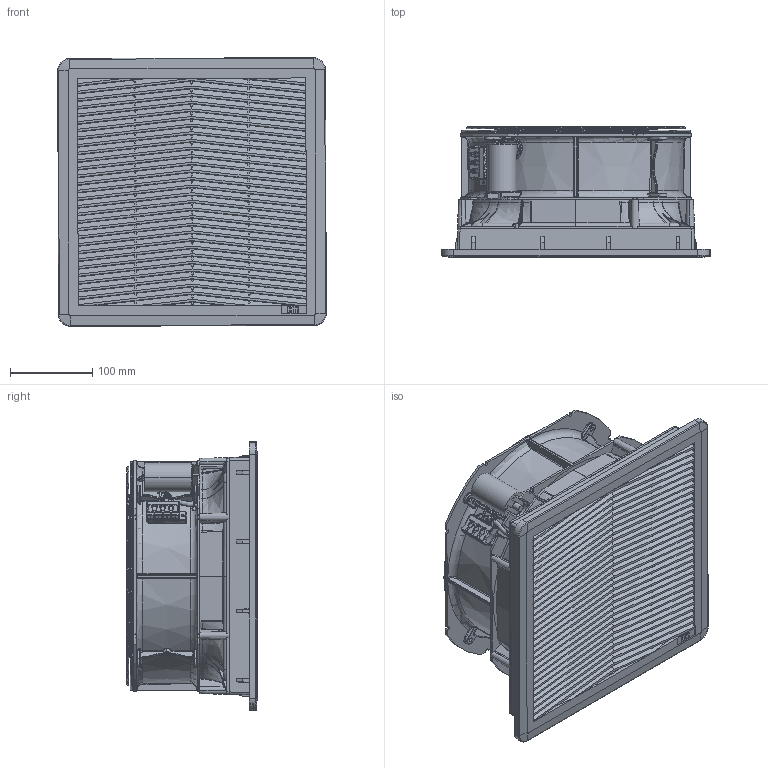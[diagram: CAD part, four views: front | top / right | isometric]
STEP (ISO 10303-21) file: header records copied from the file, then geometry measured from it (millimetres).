
FILE_DESCRIPTION((''),'2;1');
FILE_NAME('ASM0001_ASM','2024-08-26T08:08:57',('klemen.sitar'),('Audax d.o.o.'),'CREO PARAMETRIC BY PTC INC, 2021304','CREO PARAMETRIC BY PTC INC, 2021304','');
FILE_SCHEMA(('AP242_MANAGED_MODEL_BASED_3D_ENGINEERING_MIM_LF { 1 0 10303 442 1 1 4 }'));
Products named in the file (11): 001344017-3DFILE_ASM; ESTRUSIONE1; SWEEP12; SWEEP11; ESTRUSIONE2; RIVOLUZIONE1; PRT0017; PRT0018; PRT0019; PRT0006_1_1_1_1_1_1_2; ASM0001_ASM
Assembly tree (10 placements, depth 2):
  ASM0001_ASM
    001344017-3DFILE_ASM
    ESTRUSIONE1
    SWEEP12
    SWEEP11
    ESTRUSIONE2
    RIVOLUZIONE1
    PRT0017
    PRT0018
    PRT0019
    PRT0006_1_1_1_1_1_1_2
Bounding box: 325.81 x 158.15 x 325.87 mm (x, y, z)
Volume: 373048.1 mm3; surface area: 880831.7 mm2
Topology: 5 solids, 15 shells, 3157 faces, 10104 edges, 6819 vertices
Faces by surface type: plane 1403, cylinder 722, torus 474, bspline 426, sphere 78, cone 53, extrusion 1
Entity records: 240127 total; most frequent: CARTESIAN_POINT 100511, ORIENTED_EDGE 19563, DIRECTION 15870, PRESENTATION_STYLE_ASSIGNMENT 13234, STYLED_ITEM 13234, CURVE_STYLE 10062, EDGE_CURVE 10061, VERTEX_POINT 6819
